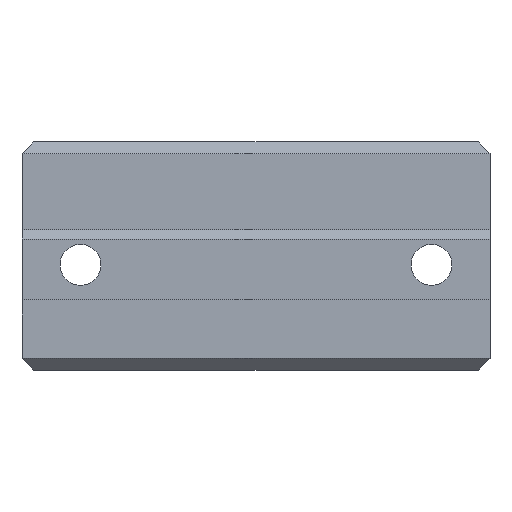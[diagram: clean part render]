
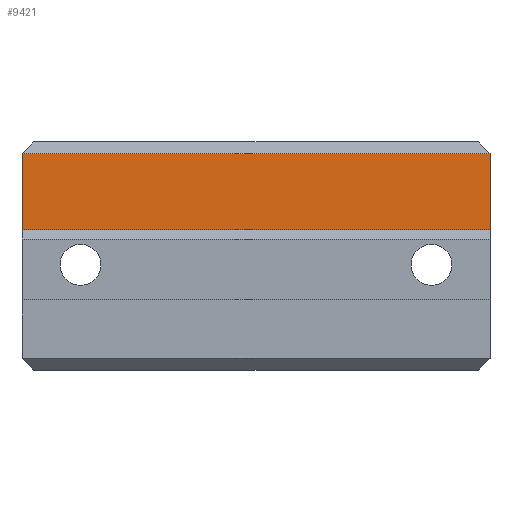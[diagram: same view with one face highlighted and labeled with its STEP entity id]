
A CAD part, left-side view. The second image highlights one B-rep face of the part: STEP entity #9421.
In plain terms, the highlighted planar face has unit normal (-1, 0, 0).
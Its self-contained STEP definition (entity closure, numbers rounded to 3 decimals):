
#7473 = PLANE('',#7474);
#7474 = AXIS2_PLACEMENT_3D('',#7475,#7476,#7477);
#7475 = CARTESIAN_POINT('',(-14.664,20.,6.706));
#7476 = DIRECTION('',(0.,1.,0.));
#7477 = DIRECTION('',(0.,0.,1.));
#7635 = PLANE('',#7636);
#7636 = AXIS2_PLACEMENT_3D('',#7637,#7638,#7639);
#7637 = CARTESIAN_POINT('',(-14.664,-20.,6.706));
#7638 = DIRECTION('',(0.,1.,0.));
#7639 = DIRECTION('',(0.,0.,1.));
#8239 = PLANE('',#8240);
#8240 = AXIS2_PLACEMENT_3D('',#8241,#8242,#8243);
#8241 = CARTESIAN_POINT('',(-17.5,20.,16.));
#8242 = DIRECTION('',(0.707,0.,-0.707));
#8243 = DIRECTION('',(0.,-1.,0.));
#8539 = EDGE_CURVE('',#8540,#8542,#8544,.T.);
#8540 = VERTEX_POINT('',#8541);
#8541 = CARTESIAN_POINT('',(-18.,20.,15.5));
#8542 = VERTEX_POINT('',#8543);
#8543 = CARTESIAN_POINT('',(-18.,20.,9.));
#8544 = SURFACE_CURVE('',#8545,(#8549,#8556),.PCURVE_S1.);
#8545 = LINE('',#8546,#8547);
#8546 = CARTESIAN_POINT('',(-18.,20.,16.5));
#8547 = VECTOR('',#8548,1.);
#8548 = DIRECTION('',(0.,0.,-1.));
#8549 = PCURVE('',#7473,#8550);
#8550 = DEFINITIONAL_REPRESENTATION('',(#8551),#8555);
#8551 = LINE('',#8552,#8553);
#8552 = CARTESIAN_POINT('',(9.794,-3.336));
#8553 = VECTOR('',#8554,1.);
#8554 = DIRECTION('',(-1.,0.));
#8555 = ( GEOMETRIC_REPRESENTATION_CONTEXT(2) 
PARAMETRIC_REPRESENTATION_CONTEXT() REPRESENTATION_CONTEXT('2D SPACE',''
  ) );
#8556 = PCURVE('',#8557,#8562);
#8557 = PLANE('',#8558);
#8558 = AXIS2_PLACEMENT_3D('',#8559,#8560,#8561);
#8559 = CARTESIAN_POINT('',(-18.,20.,16.5));
#8560 = DIRECTION('',(1.,0.,0.));
#8561 = DIRECTION('',(0.,0.,-1.));
#8562 = DEFINITIONAL_REPRESENTATION('',(#8563),#8567);
#8563 = LINE('',#8564,#8565);
#8564 = CARTESIAN_POINT('',(0.,0.));
#8565 = VECTOR('',#8566,1.);
#8566 = DIRECTION('',(1.,0.));
#8567 = ( GEOMETRIC_REPRESENTATION_CONTEXT(2) 
PARAMETRIC_REPRESENTATION_CONTEXT() REPRESENTATION_CONTEXT('2D SPACE',''
  ) );
#8712 = PLANE('',#8713);
#8713 = AXIS2_PLACEMENT_3D('',#8714,#8715,#8716);
#8714 = CARTESIAN_POINT('',(-18.,20.,9.));
#8715 = DIRECTION('',(0.707,0.,-0.707));
#8716 = DIRECTION('',(-0.707,0.,-0.707));
#8834 = EDGE_CURVE('',#8835,#8837,#8839,.T.);
#8835 = VERTEX_POINT('',#8836);
#8836 = CARTESIAN_POINT('',(-18.,-20.,15.5));
#8837 = VERTEX_POINT('',#8838);
#8838 = CARTESIAN_POINT('',(-18.,-20.,9.));
#8839 = SURFACE_CURVE('',#8840,(#8844,#8851),.PCURVE_S1.);
#8840 = LINE('',#8841,#8842);
#8841 = CARTESIAN_POINT('',(-18.,-20.,16.5));
#8842 = VECTOR('',#8843,1.);
#8843 = DIRECTION('',(0.,0.,-1.));
#8844 = PCURVE('',#7635,#8845);
#8845 = DEFINITIONAL_REPRESENTATION('',(#8846),#8850);
#8846 = LINE('',#8847,#8848);
#8847 = CARTESIAN_POINT('',(9.794,-3.336));
#8848 = VECTOR('',#8849,1.);
#8849 = DIRECTION('',(-1.,0.));
#8850 = ( GEOMETRIC_REPRESENTATION_CONTEXT(2) 
PARAMETRIC_REPRESENTATION_CONTEXT() REPRESENTATION_CONTEXT('2D SPACE',''
  ) );
#8851 = PCURVE('',#8557,#8852);
#8852 = DEFINITIONAL_REPRESENTATION('',(#8853),#8857);
#8853 = LINE('',#8854,#8855);
#8854 = CARTESIAN_POINT('',(0.,-40.));
#8855 = VECTOR('',#8856,1.);
#8856 = DIRECTION('',(1.,0.));
#8857 = ( GEOMETRIC_REPRESENTATION_CONTEXT(2) 
PARAMETRIC_REPRESENTATION_CONTEXT() REPRESENTATION_CONTEXT('2D SPACE',''
  ) );
#9218 = EDGE_CURVE('',#8540,#8835,#9219,.T.);
#9219 = SURFACE_CURVE('',#9220,(#9224,#9231),.PCURVE_S1.);
#9220 = LINE('',#9221,#9222);
#9221 = CARTESIAN_POINT('',(-18.,20.,15.5));
#9222 = VECTOR('',#9223,1.);
#9223 = DIRECTION('',(0.,-1.,0.));
#9224 = PCURVE('',#8239,#9225);
#9225 = DEFINITIONAL_REPRESENTATION('',(#9226),#9230);
#9226 = LINE('',#9227,#9228);
#9227 = CARTESIAN_POINT('',(0.,0.707));
#9228 = VECTOR('',#9229,1.);
#9229 = DIRECTION('',(1.,0.));
#9230 = ( GEOMETRIC_REPRESENTATION_CONTEXT(2) 
PARAMETRIC_REPRESENTATION_CONTEXT() REPRESENTATION_CONTEXT('2D SPACE',''
  ) );
#9231 = PCURVE('',#8557,#9232);
#9232 = DEFINITIONAL_REPRESENTATION('',(#9233),#9237);
#9233 = LINE('',#9234,#9235);
#9234 = CARTESIAN_POINT('',(1.,0.));
#9235 = VECTOR('',#9236,1.);
#9236 = DIRECTION('',(0.,-1.));
#9237 = ( GEOMETRIC_REPRESENTATION_CONTEXT(2) 
PARAMETRIC_REPRESENTATION_CONTEXT() REPRESENTATION_CONTEXT('2D SPACE',''
  ) );
#9421 = ADVANCED_FACE('',(#9422),#8557,.F.);
#9422 = FACE_BOUND('',#9423,.F.);
#9423 = EDGE_LOOP('',(#9424,#9425,#9446,#9447));
#9424 = ORIENTED_EDGE('',*,*,#8834,.T.);
#9425 = ORIENTED_EDGE('',*,*,#9426,.F.);
#9426 = EDGE_CURVE('',#8542,#8837,#9427,.T.);
#9427 = SURFACE_CURVE('',#9428,(#9432,#9439),.PCURVE_S1.);
#9428 = LINE('',#9429,#9430);
#9429 = CARTESIAN_POINT('',(-18.,20.,9.));
#9430 = VECTOR('',#9431,1.);
#9431 = DIRECTION('',(0.,-1.,0.));
#9432 = PCURVE('',#8557,#9433);
#9433 = DEFINITIONAL_REPRESENTATION('',(#9434),#9438);
#9434 = LINE('',#9435,#9436);
#9435 = CARTESIAN_POINT('',(7.5,0.));
#9436 = VECTOR('',#9437,1.);
#9437 = DIRECTION('',(0.,-1.));
#9438 = ( GEOMETRIC_REPRESENTATION_CONTEXT(2) 
PARAMETRIC_REPRESENTATION_CONTEXT() REPRESENTATION_CONTEXT('2D SPACE',''
  ) );
#9439 = PCURVE('',#8712,#9440);
#9440 = DEFINITIONAL_REPRESENTATION('',(#9441),#9445);
#9441 = LINE('',#9442,#9443);
#9442 = CARTESIAN_POINT('',(-0.,0.));
#9443 = VECTOR('',#9444,1.);
#9444 = DIRECTION('',(0.,-1.));
#9445 = ( GEOMETRIC_REPRESENTATION_CONTEXT(2) 
PARAMETRIC_REPRESENTATION_CONTEXT() REPRESENTATION_CONTEXT('2D SPACE',''
  ) );
#9446 = ORIENTED_EDGE('',*,*,#8539,.F.);
#9447 = ORIENTED_EDGE('',*,*,#9218,.T.);
